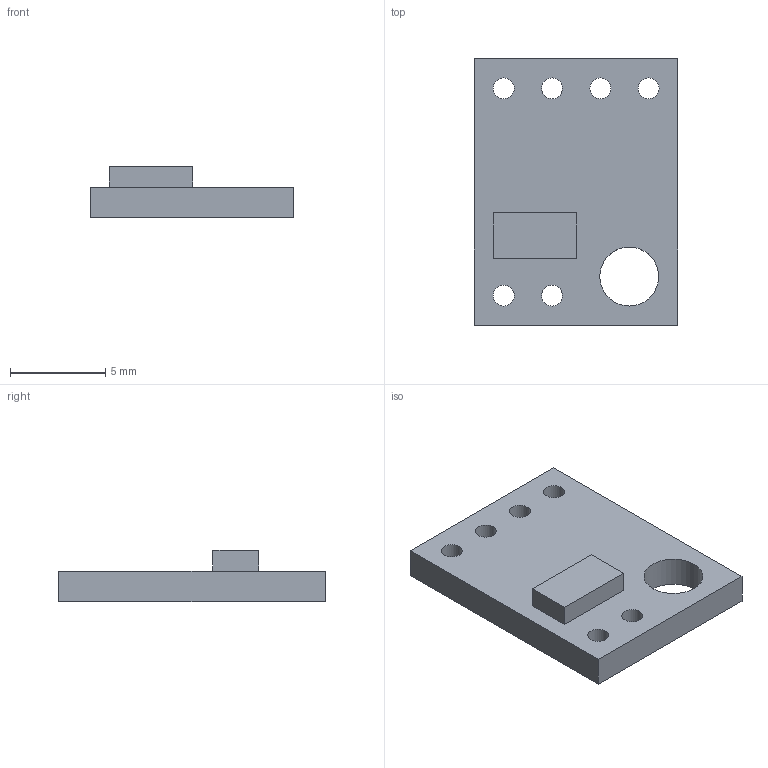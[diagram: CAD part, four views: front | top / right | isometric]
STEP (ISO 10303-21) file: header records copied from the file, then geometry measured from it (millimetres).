
FILE_DESCRIPTION(/* description */ (''),/* implementation_level */ '2;1');
FILE_NAME(/* name */ 'TOF_VL53L0X.STEP',/* time_stamp */ '2023-12-24T15:34:18+01:00',/* author */ ('Kamil'),/* organization */ (''),/* preprocessor_version */ 'ST-DEVELOPER v19',/* originating_system */ 'Autodesk Inventor 2023',/* authorisation */ '');
FILE_SCHEMA (('AUTOMOTIVE_DESIGN { 1 0 10303 214 3 1 1 }'));
Length unit declared in the file: millimetre
Products named in the file (1): TOF_VL53L0X (1)
Bounding box: 10.7 x 14 x 2.7 mm (x, y, z)
Volume: 230.1 mm3; surface area: 415.9 mm2
Topology: 1 solids, 1 shells, 18 faces, 45 edges, 30 vertices
Faces by surface type: plane 11, cylinder 7
Full cylindrical faces by diameter (mm): 1.1 x6, 3.1 x1
Entity records: 659 total; most frequent: DIRECTION 97, CARTESIAN_POINT 94, ORIENTED_EDGE 90, EDGE_CURVE 45, EDGE_LOOP 33, AXIS2_PLACEMENT_3D 33, LINE 31, VECTOR 31
